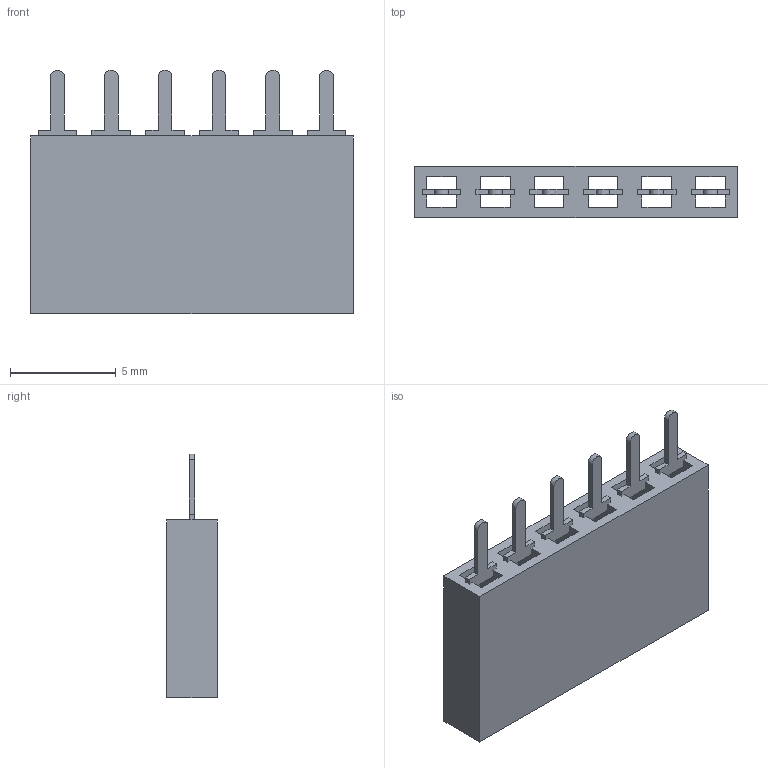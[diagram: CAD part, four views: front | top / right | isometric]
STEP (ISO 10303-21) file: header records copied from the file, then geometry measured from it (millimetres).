
FILE_DESCRIPTION (( 'STEP AP214' ), '1' );
FILE_NAME ('DIN-ðåéêà.STEP', '2022-10-07T09:03:18', ( '' ), ( '' ), 'SwSTEP 2.0', 'SolidWorks 2021', '' );
FILE_SCHEMA (( 'AUTOMOTIVE_DESIGN' ));
Length unit declared in the file: millimetre
Products named in the file (1): DIN-ðåéêà
Bounding box: 15.24 x 2.4 x 11.51 mm (x, y, z)
Volume: 209.3 mm3; surface area: 683.2 mm2
Topology: 7 solids, 7 shells, 90 faces, 228 edges, 152 vertices
Faces by surface type: plane 84, cylinder 6
Entity records: 3755 total; most frequent: CARTESIAN_POINT 471, ORIENTED_EDGE 456, DIRECTION 422, EDGE_CURVE 228, LINE 216, VECTOR 216, VERTEX_POINT 152, AXIS2_PLACEMENT_3D 103
